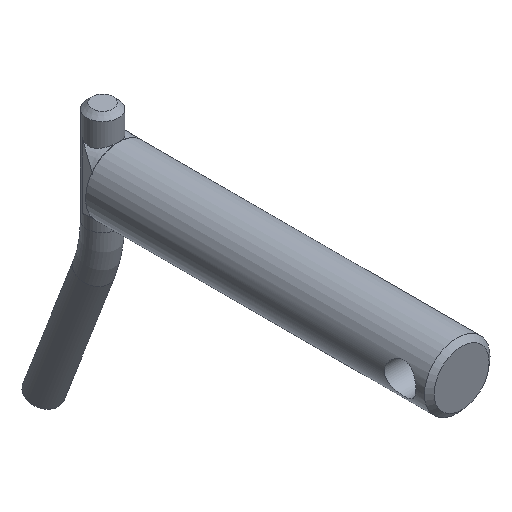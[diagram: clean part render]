
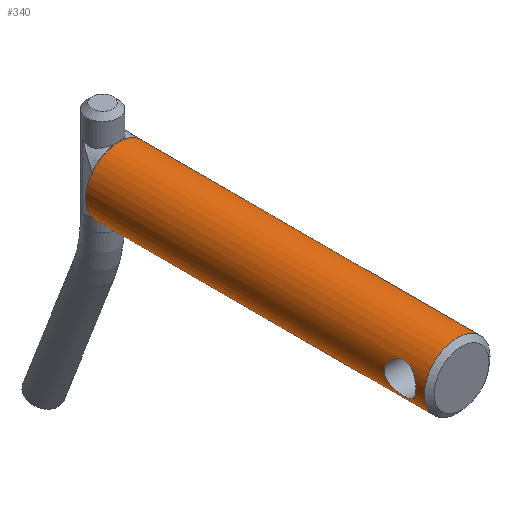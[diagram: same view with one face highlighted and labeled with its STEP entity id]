
A CAD part, isometric view. The second image highlights one B-rep face of the part: STEP entity #340.
In plain terms, the highlighted cylindrical face has radius 12.5 mm (diameter 25 mm), a full revolution.
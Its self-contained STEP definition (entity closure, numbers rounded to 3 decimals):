
#24=FACE_BOUND('',#133,.T.);
#25=CIRCLE('',#426,12.5);
#26=CIRCLE('',#427,12.5);
#28=CIRCLE('',#430,12.5);
#59=CYLINDRICAL_SURFACE('',#429,12.5);
#70=LINE('',#11750,#84);
#71=LINE('',#11771,#85);
#84=VECTOR('',#493,12.5);
#85=VECTOR('',#494,12.5);
#110=FACE_OUTER_BOUND('',#132,.T.);
#132=EDGE_LOOP('',(#276,#277,#278,#279,#280,#281,#282,#283,#284));
#133=EDGE_LOOP('',(#285,#286));
#156=B_SPLINE_CURVE_WITH_KNOTS('',3,(#11752,#11753,#11754,#11755,#11756,
#11757,#11758,#11759,#11760,#11761,#11762,#11763,#11764,#11765,#11766,#11767,
#11768,#11769,#11770),.UNSPECIFIED.,.F.,.F.,(4,2,2,2,3,2,2,2,4),(2.763,
2.993,3.223,3.453,3.684,3.914,
4.145,4.374,4.604),.UNSPECIFIED.);
#157=B_SPLINE_CURVE_WITH_KNOTS('',3,(#11772,#11773,#11774,#11775,#11776,
#11777,#11778,#11779,#11780,#11781,#11782,#11783,#11784,#11785,#11786,#11787,
#11788,#11789),.UNSPECIFIED.,.F.,.F.,(4,2,2,2,2,2,2,2,4),(0.921,
1.151,1.381,1.611,1.842,2.072,
2.303,2.533,2.763),.UNSPECIFIED.);
#158=B_SPLINE_CURVE_WITH_KNOTS('',3,(#11792,#11793,#11794,#11795,#11796,
#11797,#11798,#11799,#11800,#11801,#11802,#11803,#11804,#11805,#11806,#11807,
#11808,#11809,#11810,#11811,#11812,#11813,#11814,#11815,#11816,#11817),
 .UNSPECIFIED.,.F.,.F.,(4,2,2,2,2,2,2,2,2,2,2,2,4),(0.,0.23,
0.461,0.691,0.921,1.151,
1.381,1.611,1.842,2.072,2.303,
2.533,2.763),.UNSPECIFIED.);
#159=B_SPLINE_CURVE_WITH_KNOTS('',3,(#11818,#11819,#11820,#11821,#11822,
#11823,#11824,#11825,#11826,#11827),.UNSPECIFIED.,.F.,.F.,(4,2,2,2,4),(2.763,
2.993,3.223,3.453,3.684),
 .UNSPECIFIED.);
#172=VERTEX_POINT('',#11739);
#173=VERTEX_POINT('',#11740);
#175=VERTEX_POINT('',#11747);
#176=VERTEX_POINT('',#11749);
#177=VERTEX_POINT('',#11751);
#178=VERTEX_POINT('',#11790);
#179=VERTEX_POINT('',#11791);
#208=EDGE_CURVE('',#172,#173,#25,.T.);
#209=EDGE_CURVE('',#173,#172,#26,.T.);
#212=EDGE_CURVE('',#175,#175,#28,.T.);
#213=EDGE_CURVE('',#175,#176,#70,.T.);
#214=EDGE_CURVE('',#176,#177,#156,.T.);
#215=EDGE_CURVE('',#177,#173,#71,.T.);
#216=EDGE_CURVE('',#177,#176,#157,.T.);
#217=EDGE_CURVE('',#178,#179,#158,.T.);
#218=EDGE_CURVE('',#179,#178,#159,.T.);
#276=ORIENTED_EDGE('',*,*,#212,.F.);
#277=ORIENTED_EDGE('',*,*,#213,.T.);
#278=ORIENTED_EDGE('',*,*,#214,.T.);
#279=ORIENTED_EDGE('',*,*,#215,.T.);
#280=ORIENTED_EDGE('',*,*,#208,.F.);
#281=ORIENTED_EDGE('',*,*,#209,.F.);
#282=ORIENTED_EDGE('',*,*,#215,.F.);
#283=ORIENTED_EDGE('',*,*,#216,.T.);
#284=ORIENTED_EDGE('',*,*,#213,.F.);
#285=ORIENTED_EDGE('',*,*,#217,.T.);
#286=ORIENTED_EDGE('',*,*,#218,.T.);
#340=ADVANCED_FACE('',(#110,#24),#59,.T.);
#426=AXIS2_PLACEMENT_3D('',#11741,#482,#483);
#427=AXIS2_PLACEMENT_3D('',#11742,#484,#485);
#429=AXIS2_PLACEMENT_3D('',#11746,#489,#490);
#430=AXIS2_PLACEMENT_3D('',#11748,#491,#492);
#482=DIRECTION('center_axis',(0.,-1.,0.));
#483=DIRECTION('ref_axis',(1.,0.,0.));
#484=DIRECTION('center_axis',(0.,-1.,0.));
#485=DIRECTION('ref_axis',(1.,0.,0.));
#489=DIRECTION('center_axis',(0.,1.,0.));
#490=DIRECTION('ref_axis',(-1.,0.,0.));
#491=DIRECTION('center_axis',(0.,1.,0.));
#492=DIRECTION('ref_axis',(-1.,0.,0.));
#493=DIRECTION('',(0.,-1.,0.));
#494=DIRECTION('',(0.,-1.,0.));
#11739=CARTESIAN_POINT('',(-12.5,1.678,0.));
#11740=CARTESIAN_POINT('',(12.5,1.678,0.));
#11741=CARTESIAN_POINT('Origin',(0.,1.678,0.));
#11742=CARTESIAN_POINT('Origin',(0.,1.678,0.));
#11746=CARTESIAN_POINT('Origin',(0.,0.,0.));
#11747=CARTESIAN_POINT('',(12.5,131.,0.));
#11748=CARTESIAN_POINT('Origin',(0.,131.,0.));
#11749=CARTESIAN_POINT('',(12.5,17.,0.));
#11750=CARTESIAN_POINT('',(12.5,0.,0.));
#11751=CARTESIAN_POINT('',(12.5,5.,0.));
#11752=CARTESIAN_POINT('Ctrl Pts',(12.5,17.,0.));
#11753=CARTESIAN_POINT('Ctrl Pts',(12.5,17.,-0.767));
#11754=CARTESIAN_POINT('Ctrl Pts',(12.423,16.844,-1.576));
#11755=CARTESIAN_POINT('Ctrl Pts',(12.145,16.228,-3.051));
#11756=CARTESIAN_POINT('Ctrl Pts',(11.947,15.768,-3.717));
#11757=CARTESIAN_POINT('Ctrl Pts',(11.568,14.716,-4.769));
#11758=CARTESIAN_POINT('Ctrl Pts',(11.359,14.05,-5.228));
#11759=CARTESIAN_POINT('Ctrl Pts',(11.055,12.577,-5.844));
#11760=CARTESIAN_POINT('Ctrl Pts',(10.966,11.768,-6.));
#11761=CARTESIAN_POINT('Ctrl Pts',(10.966,11.,-6.));
#11762=CARTESIAN_POINT('Ctrl Pts',(10.966,10.232,-6.));
#11763=CARTESIAN_POINT('Ctrl Pts',(11.055,9.423,-5.844));
#11764=CARTESIAN_POINT('Ctrl Pts',(11.359,7.95,-5.228));
#11765=CARTESIAN_POINT('Ctrl Pts',(11.568,7.284,-4.769));
#11766=CARTESIAN_POINT('Ctrl Pts',(11.947,6.232,-3.717));
#11767=CARTESIAN_POINT('Ctrl Pts',(12.145,5.772,-3.051));
#11768=CARTESIAN_POINT('Ctrl Pts',(12.423,5.156,-1.576));
#11769=CARTESIAN_POINT('Ctrl Pts',(12.5,5.,-0.767));
#11770=CARTESIAN_POINT('Ctrl Pts',(12.5,5.,0.));
#11771=CARTESIAN_POINT('',(12.5,0.,0.));
#11772=CARTESIAN_POINT('Ctrl Pts',(12.5,5.,0.));
#11773=CARTESIAN_POINT('Ctrl Pts',(12.5,5.,0.767));
#11774=CARTESIAN_POINT('Ctrl Pts',(12.423,5.156,1.576));
#11775=CARTESIAN_POINT('Ctrl Pts',(12.145,5.772,3.051));
#11776=CARTESIAN_POINT('Ctrl Pts',(11.947,6.232,3.717));
#11777=CARTESIAN_POINT('Ctrl Pts',(11.568,7.284,4.769));
#11778=CARTESIAN_POINT('Ctrl Pts',(11.359,7.95,5.228));
#11779=CARTESIAN_POINT('Ctrl Pts',(11.055,9.423,5.844));
#11780=CARTESIAN_POINT('Ctrl Pts',(10.966,10.232,6.));
#11781=CARTESIAN_POINT('Ctrl Pts',(10.966,11.768,6.));
#11782=CARTESIAN_POINT('Ctrl Pts',(11.055,12.577,5.844));
#11783=CARTESIAN_POINT('Ctrl Pts',(11.359,14.05,5.228));
#11784=CARTESIAN_POINT('Ctrl Pts',(11.568,14.716,4.769));
#11785=CARTESIAN_POINT('Ctrl Pts',(11.947,15.768,3.717));
#11786=CARTESIAN_POINT('Ctrl Pts',(12.145,16.228,3.051));
#11787=CARTESIAN_POINT('Ctrl Pts',(12.423,16.844,1.576));
#11788=CARTESIAN_POINT('Ctrl Pts',(12.5,17.,0.767));
#11789=CARTESIAN_POINT('Ctrl Pts',(12.5,17.,0.));
#11790=CARTESIAN_POINT('',(-10.966,11.,-6.));
#11791=CARTESIAN_POINT('',(-12.5,5.,0.));
#11792=CARTESIAN_POINT('Ctrl Pts',(-10.966,11.,-6.));
#11793=CARTESIAN_POINT('Ctrl Pts',(-10.966,11.768,-6.));
#11794=CARTESIAN_POINT('Ctrl Pts',(-11.055,12.577,-5.844));
#11795=CARTESIAN_POINT('Ctrl Pts',(-11.359,14.05,-5.228));
#11796=CARTESIAN_POINT('Ctrl Pts',(-11.568,14.716,-4.769));
#11797=CARTESIAN_POINT('Ctrl Pts',(-11.947,15.768,-3.717));
#11798=CARTESIAN_POINT('Ctrl Pts',(-12.145,16.228,-3.051));
#11799=CARTESIAN_POINT('Ctrl Pts',(-12.423,16.844,-1.576));
#11800=CARTESIAN_POINT('Ctrl Pts',(-12.5,17.,-0.767));
#11801=CARTESIAN_POINT('Ctrl Pts',(-12.5,17.,0.767));
#11802=CARTESIAN_POINT('Ctrl Pts',(-12.423,16.844,1.576));
#11803=CARTESIAN_POINT('Ctrl Pts',(-12.145,16.228,3.051));
#11804=CARTESIAN_POINT('Ctrl Pts',(-11.947,15.768,3.717));
#11805=CARTESIAN_POINT('Ctrl Pts',(-11.568,14.716,4.769));
#11806=CARTESIAN_POINT('Ctrl Pts',(-11.359,14.05,5.228));
#11807=CARTESIAN_POINT('Ctrl Pts',(-11.055,12.577,5.844));
#11808=CARTESIAN_POINT('Ctrl Pts',(-10.966,11.768,6.));
#11809=CARTESIAN_POINT('Ctrl Pts',(-10.966,10.232,6.));
#11810=CARTESIAN_POINT('Ctrl Pts',(-11.055,9.423,5.844));
#11811=CARTESIAN_POINT('Ctrl Pts',(-11.359,7.95,5.228));
#11812=CARTESIAN_POINT('Ctrl Pts',(-11.568,7.284,4.769));
#11813=CARTESIAN_POINT('Ctrl Pts',(-11.947,6.232,3.717));
#11814=CARTESIAN_POINT('Ctrl Pts',(-12.145,5.772,3.051));
#11815=CARTESIAN_POINT('Ctrl Pts',(-12.423,5.156,1.576));
#11816=CARTESIAN_POINT('Ctrl Pts',(-12.5,5.,0.767));
#11817=CARTESIAN_POINT('Ctrl Pts',(-12.5,5.,0.));
#11818=CARTESIAN_POINT('Ctrl Pts',(-12.5,5.,0.));
#11819=CARTESIAN_POINT('Ctrl Pts',(-12.5,5.,-0.767));
#11820=CARTESIAN_POINT('Ctrl Pts',(-12.423,5.156,-1.576));
#11821=CARTESIAN_POINT('Ctrl Pts',(-12.145,5.772,-3.051));
#11822=CARTESIAN_POINT('Ctrl Pts',(-11.947,6.232,-3.717));
#11823=CARTESIAN_POINT('Ctrl Pts',(-11.568,7.284,-4.769));
#11824=CARTESIAN_POINT('Ctrl Pts',(-11.359,7.95,-5.228));
#11825=CARTESIAN_POINT('Ctrl Pts',(-11.055,9.423,-5.844));
#11826=CARTESIAN_POINT('Ctrl Pts',(-10.966,10.232,-6.));
#11827=CARTESIAN_POINT('Ctrl Pts',(-10.966,11.,-6.));
